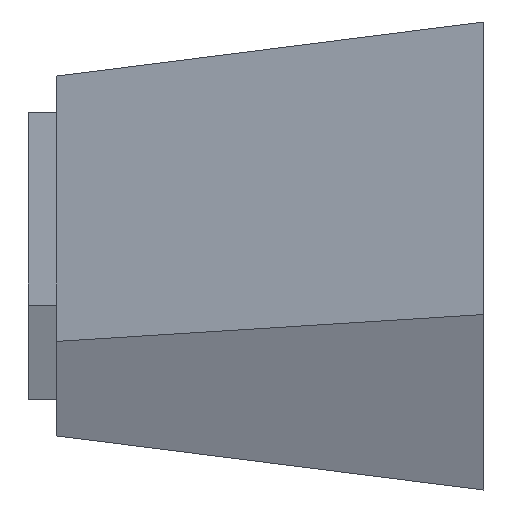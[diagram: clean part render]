
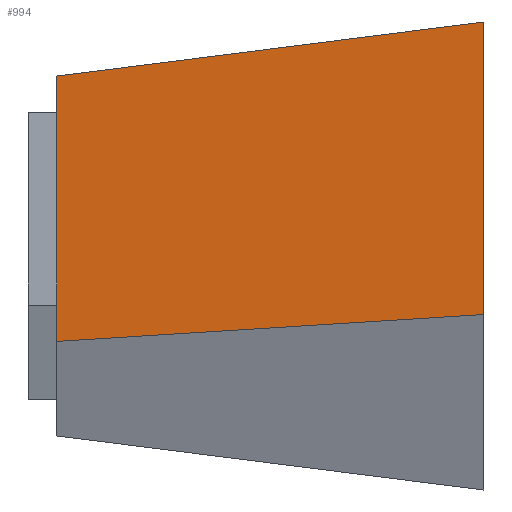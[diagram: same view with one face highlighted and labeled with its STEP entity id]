
A CAD part, front view. The second image highlights one B-rep face of the part: STEP entity #994.
In plain terms, the highlighted face is planar.
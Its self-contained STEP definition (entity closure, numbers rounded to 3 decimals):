
#203=FACE_OUTER_BOUND($,#270,.T.);
#270=EDGE_LOOP($,(#717,#718,#719,#720,#721,#722));
#386=LINE($,#1542,#442);
#389=LINE($,#1549,#445);
#390=LINE($,#1551,#446);
#391=LINE($,#1553,#447);
#392=LINE($,#1554,#448);
#393=LINE($,#1555,#449);
#442=VECTOR($,#1221,212.);
#445=VECTOR($,#1226,151.493);
#446=VECTOR($,#1227,322.);
#447=VECTOR($,#1228,151.493);
#448=VECTOR($,#1229,40.);
#449=VECTOR($,#1230,40.);
#496=VERTEX_POINT($,#1538);
#498=VERTEX_POINT($,#1541);
#500=VERTEX_POINT($,#1547);
#501=VERTEX_POINT($,#1548);
#502=VERTEX_POINT($,#1550);
#503=VERTEX_POINT($,#1552);
#589=EDGE_CURVE($,#496,#498,#386,.T.);
#592=EDGE_CURVE($,#500,#501,#389,.T.);
#593=EDGE_CURVE($,#502,#500,#390,.T.);
#594=EDGE_CURVE($,#503,#502,#391,.T.);
#595=EDGE_CURVE($,#498,#503,#392,.T.);
#596=EDGE_CURVE($,#501,#496,#393,.T.);
#717=ORIENTED_EDGE($,*,*,#592,.F.);
#718=ORIENTED_EDGE($,*,*,#593,.F.);
#719=ORIENTED_EDGE($,*,*,#594,.F.);
#720=ORIENTED_EDGE($,*,*,#595,.F.);
#721=ORIENTED_EDGE($,*,*,#589,.F.);
#722=ORIENTED_EDGE($,*,*,#596,.F.);
#954=PLANE($,#1078);
#994=ADVANCED_FACE($,(#203),#954,.T.);
#1078=AXIS2_PLACEMENT_3D($,#1546,#1224,#1225);
#1221=DIRECTION($,(1.,0.,0.));
#1224=DIRECTION('center_axis',(0.,-0.1,
-0.995));
#1225=DIRECTION('ref_axis',(0.,0.995,-0.1));
#1226=DIRECTION($,(0.099,-0.99,0.099));
#1227=DIRECTION($,(-1.,0.,0.));
#1228=DIRECTION($,(0.099,0.99,-0.099));
#1229=DIRECTION($,(1.,0.,0.));
#1230=DIRECTION($,(1.,0.,0.));
#1538=CARTESIAN_POINT('',(-102.471,-60.571,15.));
#1541=CARTESIAN_POINT('',(109.529,-60.571,15.));
#1542=CARTESIAN_POINT($,(-157.471,-60.571,15.));
#1546=CARTESIAN_POINT('Origin',(-157.471,-60.571,15.));
#1547=CARTESIAN_POINT('',(-157.471,89.429,0.));
#1548=CARTESIAN_POINT('',(-142.471,-60.571,15.));
#1549=CARTESIAN_POINT($,(-150.044,15.164,7.426));
#1550=CARTESIAN_POINT('',(164.529,89.429,0.));
#1551=CARTESIAN_POINT($,(164.529,89.429,0.));
#1552=CARTESIAN_POINT('',(149.529,-60.571,15.));
#1553=CARTESIAN_POINT($,(148.098,-74.885,16.431));
#1554=CARTESIAN_POINT($,(-23.971,-60.571,15.));
#1555=CARTESIAN_POINT($,(-149.971,-60.571,15.));
